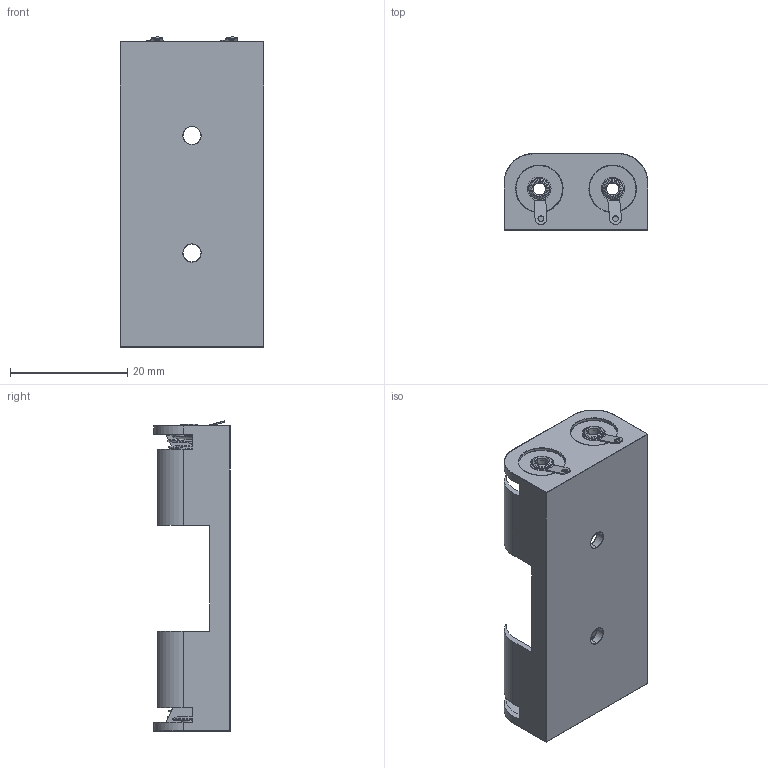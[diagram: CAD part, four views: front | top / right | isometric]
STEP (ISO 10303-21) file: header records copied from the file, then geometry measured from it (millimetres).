
FILE_DESCRIPTION (( 'STEP AP214' ), '1' );
FILE_NAME ('User Library-koszyk 2xAAA_214.STEP', '2022-02-13T06:54:00', ( '' ), ( '' ), 'SwSTEP 2.0', 'SolidWorks 2021', '' );
FILE_SCHEMA (( 'AUTOMOTIVE_DESIGN' ));
Length unit declared in the file: millimetre
Products named in the file (5): battery holder 2 x AAA; User Library-koszyk 2xAAA_214; sprezyna; wtyczka; wstawka
Assembly tree (9 placements, depth 2):
  User Library-koszyk 2xAAA_214
    battery holder 2 x AAA
    wtyczka  x2
    wstawka  x4
    sprezyna  x2
Bounding box: 24.5 x 13 x 52.8 mm (x, y, z)
Volume: 3417 mm3; surface area: 6291.4 mm2
Topology: 9 solids, 9 shells, 346 faces, 788 edges, 452 vertices
Faces by surface type: bspline 148, cylinder 102, plane 64, cone 32
Entity records: 11250 total; most frequent: CARTESIAN_POINT 4367, ORIENTED_EDGE 962, DIRECTION 931, EDGE_CURVE 481, AXIS2_PLACEMENT_3D 368, VERTEX_POINT 290, CIRCLE 229, EDGE_LOOP 221
